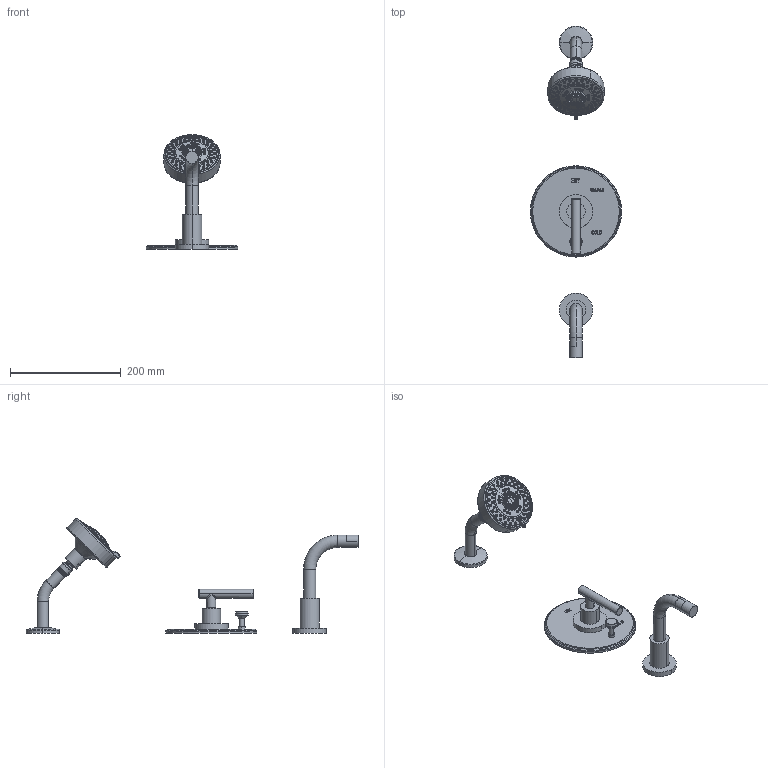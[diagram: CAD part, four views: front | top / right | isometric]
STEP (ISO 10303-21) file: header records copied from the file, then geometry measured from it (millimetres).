
FILE_DESCRIPTION((''),'2;1');
FILE_NAME('3-992LBP','2021-06-01T12:24:33',('jinson.thomas'),(''),'CREO PARAMETRIC BY PTC INC, 2018400','CREO PARAMETRIC BY PTC INC, 2018400','');
FILE_SCHEMA(('CONFIG_CONTROL_DESIGN'));
Length unit declared in the file: inch
Products named in the file (1): 3-992LBP
Bounding box: 165.1 x 600.2 x 207.64 mm (x, y, z)
Volume: 727709.9 mm3; surface area: 131207.6 mm2
Topology: 3 solids, 3 shells, 1370 faces, 3065 edges, 1873 vertices
Faces by surface type: plane 404, torus 337, cone 306, cylinder 217, bspline 100, sphere 6
Entity records: 58461 total; most frequent: CARTESIAN_POINT 28606, DIRECTION 6143, ORIENTED_EDGE 6126, EDGE_CURVE 3063, AXIS2_PLACEMENT_3D 2404, VERTEX_POINT 1873, EDGE_LOOP 1560, FACE_OUTER_BOUND 1370
